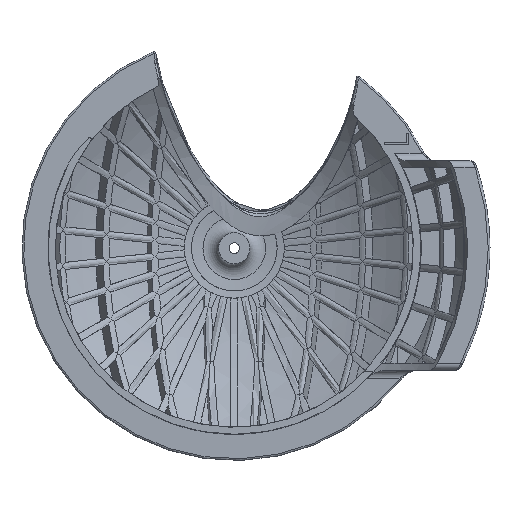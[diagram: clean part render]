
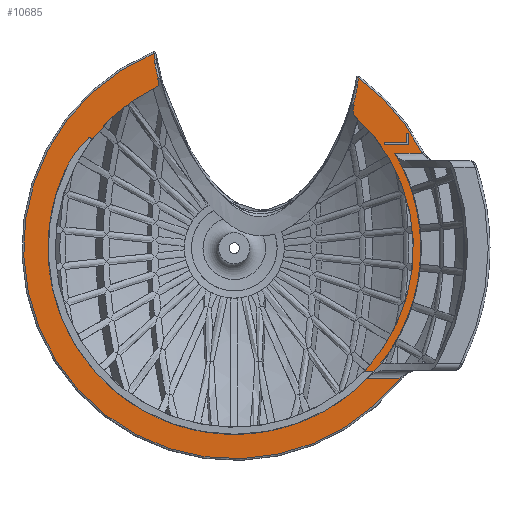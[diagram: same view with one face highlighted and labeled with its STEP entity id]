
A CAD part, left-side view. The second image highlights one B-rep face of the part: STEP entity #10685.
In plain terms, the highlighted planar face has unit normal (-1, 0, 0).
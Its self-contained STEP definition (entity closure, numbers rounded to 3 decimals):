
#23=FACE_BOUND('',#1385,.T.);
#143=ELLIPSE('',#11525,52.695,52.392);
#149=ELLIPSE('',#11615,56.81,20.715);
#150=ELLIPSE('',#11619,27.853,11.444);
#236=B_SPLINE_CURVE_WITH_KNOTS('',3,(#19441,#19442,#19443,#19444,#19445,
#19446),.UNSPECIFIED.,.F.,.F.,(4,2,4),(-0.215,-0.107,
0.),.UNSPECIFIED.);
#670=FACE_OUTER_BOUND('',#1384,.T.);
#1384=EDGE_LOOP('',(#7254,#7255,#7256,#7257,#7258,#7259,#7260,#7261,#7262,
#7263,#7264,#7265,#7266,#7267,#7268,#7269,#7270,#7271,#7272));
#1385=EDGE_LOOP('',(#7273,#7274,#7275,#7276,#7277,#7278));
#2046=LINE('',#19423,#2554);
#2047=LINE('',#19426,#2555);
#2048=LINE('',#19434,#2556);
#2049=LINE('',#19450,#2557);
#2050=LINE('',#19452,#2558);
#2051=LINE('',#19454,#2559);
#2052=LINE('',#19456,#2560);
#2053=LINE('',#19458,#2561);
#2054=LINE('',#19459,#2562);
#2554=VECTOR('',#13730,1000.);
#2555=VECTOR('',#13733,1000.);
#2556=VECTOR('',#13742,1000.);
#2557=VECTOR('',#13751,1000.);
#2558=VECTOR('',#13752,1000.);
#2559=VECTOR('',#13753,1000.);
#2560=VECTOR('',#13754,1000.);
#2561=VECTOR('',#13755,1000.);
#2562=VECTOR('',#13756,1000.);
#3122=CIRCLE('',#11524,53.);
#3148=CIRCLE('',#11552,59.931);
#3154=CIRCLE('',#11560,59.931);
#3158=CIRCLE('',#11565,52.964);
#3193=CIRCLE('',#11617,53.);
#3194=CIRCLE('',#11618,204.145);
#3195=CIRCLE('',#11620,200.827);
#3196=CIRCLE('',#11621,50.964);
#3197=CIRCLE('',#11622,24.8);
#3198=CIRCLE('',#11623,0.5);
#3199=CIRCLE('',#11624,50.964);
#3200=CIRCLE('',#11625,212.34);
#4186=VERTEX_POINT('',#18632);
#4187=VERTEX_POINT('',#18643);
#4194=VERTEX_POINT('',#18875);
#4195=VERTEX_POINT('',#18888);
#4224=VERTEX_POINT('',#19035);
#4225=VERTEX_POINT('',#19037);
#4228=VERTEX_POINT('',#19047);
#4229=VERTEX_POINT('',#19049);
#4233=VERTEX_POINT('',#19058);
#4234=VERTEX_POINT('',#19060);
#4281=VERTEX_POINT('',#19418);
#4282=VERTEX_POINT('',#19422);
#4283=VERTEX_POINT('',#19424);
#4284=VERTEX_POINT('',#19427);
#4285=VERTEX_POINT('',#19430);
#4286=VERTEX_POINT('',#19432);
#4287=VERTEX_POINT('',#19435);
#4288=VERTEX_POINT('',#19437);
#4289=VERTEX_POINT('',#19439);
#4290=VERTEX_POINT('',#19448);
#4291=VERTEX_POINT('',#19449);
#4292=VERTEX_POINT('',#19451);
#4293=VERTEX_POINT('',#19453);
#4294=VERTEX_POINT('',#19455);
#4295=VERTEX_POINT('',#19457);
#5271=EDGE_CURVE('',#4187,#4186,#3122,.T.);
#5279=EDGE_CURVE('',#4195,#4194,#143,.T.);
#5310=EDGE_CURVE('',#4224,#4225,#3148,.T.);
#5316=EDGE_CURVE('',#4228,#4229,#3154,.T.);
#5321=EDGE_CURVE('',#4233,#4234,#3158,.T.);
#5379=EDGE_CURVE('',#4281,#4194,#149,.T.);
#5380=EDGE_CURVE('',#4282,#4224,#2046,.T.);
#5381=EDGE_CURVE('',#4283,#4282,#3193,.T.);
#5382=EDGE_CURVE('',#4229,#4283,#2047,.T.);
#5383=EDGE_CURVE('',#4284,#4228,#3194,.T.);
#5384=EDGE_CURVE('',#4187,#4284,#150,.T.);
#5385=EDGE_CURVE('',#4285,#4186,#3195,.T.);
#5386=EDGE_CURVE('',#4286,#4285,#3196,.T.);
#5387=EDGE_CURVE('',#4234,#4286,#2048,.T.);
#5388=EDGE_CURVE('',#4287,#4233,#3197,.T.);
#5389=EDGE_CURVE('',#4288,#4287,#3198,.T.);
#5390=EDGE_CURVE('',#4289,#4288,#3199,.T.);
#5391=EDGE_CURVE('',#4195,#4289,#236,.T.);
#5392=EDGE_CURVE('',#4225,#4281,#3200,.T.);
#5393=EDGE_CURVE('',#4290,#4291,#2049,.T.);
#5394=EDGE_CURVE('',#4292,#4290,#2050,.T.);
#5395=EDGE_CURVE('',#4293,#4292,#2051,.T.);
#5396=EDGE_CURVE('',#4294,#4293,#2052,.T.);
#5397=EDGE_CURVE('',#4295,#4294,#2053,.T.);
#5398=EDGE_CURVE('',#4291,#4295,#2054,.T.);
#7254=ORIENTED_EDGE('',*,*,#5310,.F.);
#7255=ORIENTED_EDGE('',*,*,#5380,.F.);
#7256=ORIENTED_EDGE('',*,*,#5381,.F.);
#7257=ORIENTED_EDGE('',*,*,#5382,.F.);
#7258=ORIENTED_EDGE('',*,*,#5316,.F.);
#7259=ORIENTED_EDGE('',*,*,#5383,.F.);
#7260=ORIENTED_EDGE('',*,*,#5384,.F.);
#7261=ORIENTED_EDGE('',*,*,#5271,.T.);
#7262=ORIENTED_EDGE('',*,*,#5385,.F.);
#7263=ORIENTED_EDGE('',*,*,#5386,.F.);
#7264=ORIENTED_EDGE('',*,*,#5387,.F.);
#7265=ORIENTED_EDGE('',*,*,#5321,.F.);
#7266=ORIENTED_EDGE('',*,*,#5388,.F.);
#7267=ORIENTED_EDGE('',*,*,#5389,.F.);
#7268=ORIENTED_EDGE('',*,*,#5390,.F.);
#7269=ORIENTED_EDGE('',*,*,#5391,.F.);
#7270=ORIENTED_EDGE('',*,*,#5279,.T.);
#7271=ORIENTED_EDGE('',*,*,#5379,.F.);
#7272=ORIENTED_EDGE('',*,*,#5392,.F.);
#7273=ORIENTED_EDGE('',*,*,#5393,.F.);
#7274=ORIENTED_EDGE('',*,*,#5394,.F.);
#7275=ORIENTED_EDGE('',*,*,#5395,.F.);
#7276=ORIENTED_EDGE('',*,*,#5396,.F.);
#7277=ORIENTED_EDGE('',*,*,#5397,.F.);
#7278=ORIENTED_EDGE('',*,*,#5398,.F.);
#10256=PLANE('',#11616);
#10685=ADVANCED_FACE('',(#670,#23),#10256,.F.);
#11524=AXIS2_PLACEMENT_3D('',#18644,#13538,#13539);
#11525=AXIS2_PLACEMENT_3D('',#18889,#13540,#13541);
#11552=AXIS2_PLACEMENT_3D('',#19038,#13594,#13595);
#11560=AXIS2_PLACEMENT_3D('',#19050,#13610,#13611);
#11565=AXIS2_PLACEMENT_3D('',#19061,#13621,#13622);
#11615=AXIS2_PLACEMENT_3D('',#19420,#13726,#13727);
#11616=AXIS2_PLACEMENT_3D('',#19421,#13728,#13729);
#11617=AXIS2_PLACEMENT_3D('',#19425,#13731,#13732);
#11618=AXIS2_PLACEMENT_3D('',#19428,#13734,#13735);
#11619=AXIS2_PLACEMENT_3D('',#19429,#13736,#13737);
#11620=AXIS2_PLACEMENT_3D('',#19431,#13738,#13739);
#11621=AXIS2_PLACEMENT_3D('',#19433,#13740,#13741);
#11622=AXIS2_PLACEMENT_3D('',#19436,#13743,#13744);
#11623=AXIS2_PLACEMENT_3D('',#19438,#13745,#13746);
#11624=AXIS2_PLACEMENT_3D('',#19440,#13747,#13748);
#11625=AXIS2_PLACEMENT_3D('',#19447,#13749,#13750);
#13538=DIRECTION('center_axis',(1.,0.,0.));
#13539=DIRECTION('ref_axis',(0.,0.,1.));
#13540=DIRECTION('center_axis',(1.,0.,0.));
#13541=DIRECTION('ref_axis',(0.,-0.912,0.41));
#13594=DIRECTION('center_axis',(1.,0.,0.));
#13595=DIRECTION('ref_axis',(0.,0.381,0.925));
#13610=DIRECTION('center_axis',(1.,0.,0.));
#13611=DIRECTION('ref_axis',(0.,-0.893,0.451));
#13621=DIRECTION('center_axis',(-1.,0.,0.));
#13622=DIRECTION('ref_axis',(0.,0.,-1.));
#13726=DIRECTION('center_axis',(-1.,0.,0.));
#13727=DIRECTION('ref_axis',(0.,-0.538,-0.843));
#13728=DIRECTION('center_axis',(1.,0.,0.));
#13729=DIRECTION('ref_axis',(0.,0.,-1.));
#13730=DIRECTION('',(0.,-1.,0.));
#13731=DIRECTION('center_axis',(1.,0.,0.));
#13732=DIRECTION('ref_axis',(0.,0.,1.));
#13733=DIRECTION('',(0.,1.,0.));
#13734=DIRECTION('center_axis',(-1.,0.,0.));
#13735=DIRECTION('ref_axis',(0.,-0.997,-0.079));
#13736=DIRECTION('center_axis',(-1.,0.,0.));
#13737=DIRECTION('ref_axis',(0.,0.331,-0.944));
#13738=DIRECTION('center_axis',(-1.,0.,0.));
#13739=DIRECTION('ref_axis',(0.,-0.993,-0.115));
#13740=DIRECTION('center_axis',(-1.,0.,0.));
#13741=DIRECTION('ref_axis',(0.,0.,1.));
#13742=DIRECTION('',(0.,1.,0.));
#13743=DIRECTION('center_axis',(-1.,0.,0.));
#13744=DIRECTION('ref_axis',(0.,0.,-1.));
#13745=DIRECTION('center_axis',(-1.,0.,0.));
#13746=DIRECTION('ref_axis',(0.,0.,-1.));
#13747=DIRECTION('center_axis',(-1.,0.,0.));
#13748=DIRECTION('ref_axis',(0.,0.,1.));
#13749=DIRECTION('center_axis',(-1.,0.,0.));
#13750=DIRECTION('ref_axis',(0.,0.996,-0.086));
#13751=DIRECTION('',(0.,0.,-1.));
#13752=DIRECTION('',(0.,1.,0.));
#13753=DIRECTION('',(0.,0.,-1.));
#13754=DIRECTION('',(0.,1.,0.));
#13755=DIRECTION('',(0.,0.,1.));
#13756=DIRECTION('',(0.,-1.,0.));
#18632=CARTESIAN_POINT('',(50.2,-34.076,40.593));
#18643=CARTESIAN_POINT('',(50.2,-33.824,40.803));
#18644=CARTESIAN_POINT('Origin',(50.2,0.,0.));
#18875=CARTESIAN_POINT('',(50.2,21.676,48.364));
#18888=CARTESIAN_POINT('',(50.2,21.744,48.334));
#18889=CARTESIAN_POINT('Origin',(50.2,0.249,0.555));
#19035=CARTESIAN_POINT('',(50.2,-47.146,-37.));
#19037=CARTESIAN_POINT('',(50.2,22.807,55.422));
#19038=CARTESIAN_POINT('Origin',(50.2,0.,0.));
#19047=CARTESIAN_POINT('',(50.2,-35.278,48.448));
#19049=CARTESIAN_POINT('',(50.2,-53.505,27.));
#19050=CARTESIAN_POINT('Origin',(50.2,0.,0.));
#19058=CARTESIAN_POINT('',(50.2,47.404,23.623));
#19060=CARTESIAN_POINT('',(50.2,-39.751,-35.));
#19061=CARTESIAN_POINT('Origin',(50.2,0.,0.));
#19418=CARTESIAN_POINT('',(50.2,22.577,52.513));
#19420=CARTESIAN_POINT('Origin',(50.2,-11.857,24.189));
#19421=CARTESIAN_POINT('Origin',(50.2,-83.7,24.8));
#19422=CARTESIAN_POINT('',(50.2,-37.947,-37.));
#19423=CARTESIAN_POINT('',(50.2,-83.7,-37.));
#19424=CARTESIAN_POINT('',(50.2,-45.607,27.));
#19425=CARTESIAN_POINT('Origin',(50.2,0.,0.));
#19426=CARTESIAN_POINT('',(50.2,-83.7,27.));
#19427=CARTESIAN_POINT('',(50.2,-35.094,46.269));
#19428=CARTESIAN_POINT('Origin',(50.2,168.23,64.57));
#19429=CARTESIAN_POINT('Origin',(50.2,-21.716,40.432));
#19430=CARTESIAN_POINT('',(50.2,-33.78,38.16));
#19431=CARTESIAN_POINT('Origin',(50.2,165.424,63.646));
#19432=CARTESIAN_POINT('',(50.2,-37.045,-35.));
#19433=CARTESIAN_POINT('Origin',(50.2,0.,0.));
#19434=CARTESIAN_POINT('',(50.2,-83.7,-35.));
#19435=CARTESIAN_POINT('',(50.2,41.49,31.267));
#19436=CARTESIAN_POINT('Origin',(50.2,25.207,12.562));
#19437=CARTESIAN_POINT('',(50.2,40.762,30.59));
#19438=CARTESIAN_POINT('Origin',(50.2,41.162,30.89));
#19439=CARTESIAN_POINT('',(50.2,21.515,46.2));
#19440=CARTESIAN_POINT('Origin',(50.2,0.,0.));
#19441=CARTESIAN_POINT('Ctrl Pts',(50.2,21.744,48.334));
#19442=CARTESIAN_POINT('Ctrl Pts',(50.2,21.708,47.978));
#19443=CARTESIAN_POINT('Ctrl Pts',(50.2,21.671,47.622));
#19444=CARTESIAN_POINT('Ctrl Pts',(50.2,21.594,46.911));
#19445=CARTESIAN_POINT('Ctrl Pts',(50.2,21.555,46.555));
#19446=CARTESIAN_POINT('Ctrl Pts',(50.2,21.515,46.2));
#19447=CARTESIAN_POINT('Origin',(50.2,-188.983,70.7));
#19448=CARTESIAN_POINT('',(50.2,-42.622,30.056));
#19449=CARTESIAN_POINT('',(50.2,-42.622,29.428));
#19450=CARTESIAN_POINT('',(50.2,-42.622,24.8));
#19451=CARTESIAN_POINT('',(50.2,-48.904,30.056));
#19452=CARTESIAN_POINT('',(50.2,-83.7,30.056));
#19453=CARTESIAN_POINT('',(50.2,-48.904,32.749));
#19454=CARTESIAN_POINT('',(50.2,-48.904,24.8));
#19455=CARTESIAN_POINT('',(50.2,-49.622,32.749));
#19456=CARTESIAN_POINT('',(50.2,-83.7,32.749));
#19457=CARTESIAN_POINT('',(50.2,-49.622,29.428));
#19458=CARTESIAN_POINT('',(50.2,-49.622,24.8));
#19459=CARTESIAN_POINT('',(50.2,-83.7,29.428));
